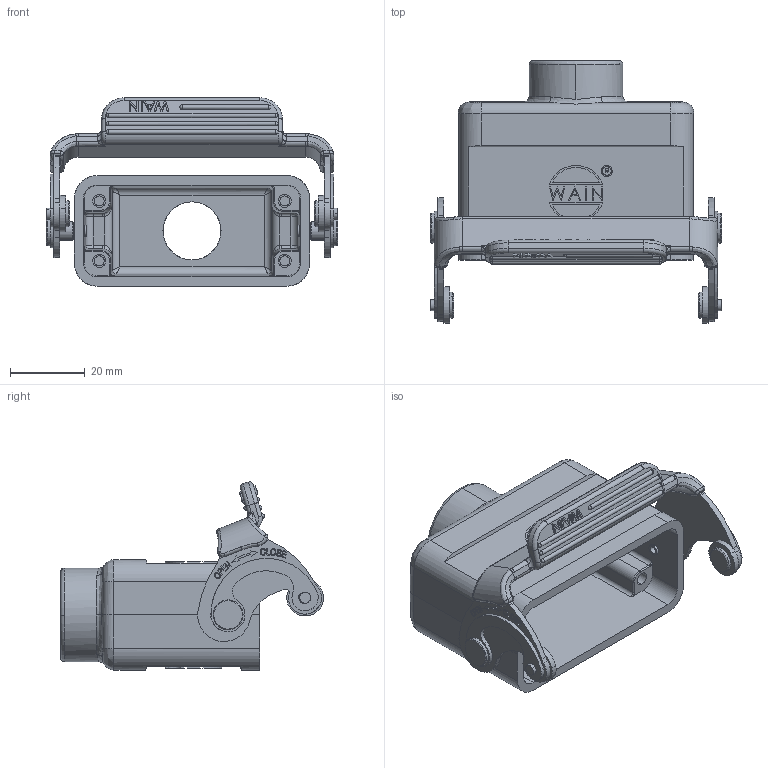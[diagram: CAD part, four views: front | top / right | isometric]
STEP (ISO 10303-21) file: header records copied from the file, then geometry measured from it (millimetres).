
FILE_DESCRIPTION((''),'2;1');
FILE_NAME('ASM0015_ASM','2022-08-04T',('xf.gao'),(''),'PRO/ENGINEER BY PARAMETRIC TECHNOLOGY CORPORATION, 2012480','PRO/ENGINEER BY PARAMETRIC TECHNOLOGY CORPORATION, 2012480','');
FILE_SCHEMA(('CONFIG_CONTROL_DESIGN'));
Length unit declared in the file: millimetre
Products named in the file (7): PRT0023; PRT0024; PRT0025; PRT0026; ASM0017_ASM; ASM0016_ASM; ASM0015_ASM
Assembly tree (6 placements, depth 4):
  ASM0015_ASM
    ASM0016_ASM
      ASM0017_ASM
        PRT0023
        PRT0024
        PRT0025
        PRT0026
Bounding box: 77.7 x 70.15 x 50.26 mm (x, y, z)
Volume: 35358.7 mm3; surface area: 25742.8 mm2
Topology: 4 solids, 15 shells, 1144 faces, 3034 edges, 1998 vertices
Faces by surface type: plane 542, cylinder 230, extrusion 224, bspline 86, torus 24, cone 24, sphere 14
Entity records: 44133 total; most frequent: CARTESIAN_POINT 16788, ORIENTED_EDGE 6028, DIRECTION 4801, EDGE_CURVE 3014, VERTEX_POINT 1998, VECTOR 1911, LINE 1687, AXIS2_PLACEMENT_3D 1445
